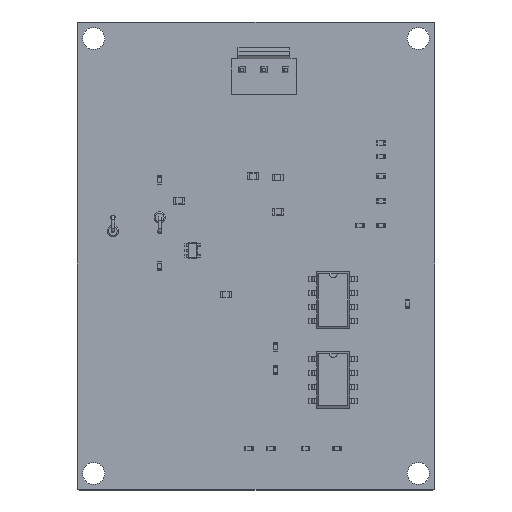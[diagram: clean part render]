
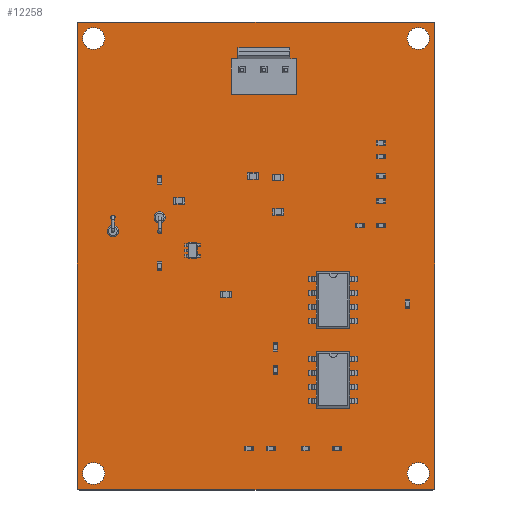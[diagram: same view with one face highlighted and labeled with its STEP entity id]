
A CAD part, top view. The second image highlights one B-rep face of the part: STEP entity #12258.
In plain terms, the highlighted planar face has unit normal (0, 0, 1).
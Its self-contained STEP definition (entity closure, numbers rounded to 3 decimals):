
#11988 = VERTEX_POINT('',#11989);
#11989 = CARTESIAN_POINT('',(164.5,-60.,1.6));
#11995 = EDGE_CURVE('',#11988,#11996,#11998,.T.);
#11996 = VERTEX_POINT('',#11997);
#11997 = CARTESIAN_POINT('',(165.,-60.5,1.6));
#11998 = CIRCLE('',#11999,0.5);
#11999 = AXIS2_PLACEMENT_3D('',#12000,#12001,#12002);
#12000 = CARTESIAN_POINT('',(164.5,-60.5,1.6));
#12001 = DIRECTION('',(0.,0.,-1.));
#12002 = DIRECTION('',(0.,1.,0.));
#12030 = VERTEX_POINT('',#12031);
#12031 = CARTESIAN_POINT('',(100.5,-60.,1.6));
#12037 = EDGE_CURVE('',#12030,#11988,#12038,.T.);
#12038 = LINE('',#12039,#12040);
#12039 = CARTESIAN_POINT('',(100.5,-60.,1.6));
#12040 = VECTOR('',#12041,1.);
#12041 = DIRECTION('',(1.,0.,0.));
#12059 = EDGE_CURVE('',#11996,#12060,#12062,.T.);
#12060 = VERTEX_POINT('',#12061);
#12061 = CARTESIAN_POINT('',(165.,-144.5,1.6));
#12062 = LINE('',#12063,#12064);
#12063 = CARTESIAN_POINT('',(165.,-60.5,1.6));
#12064 = VECTOR('',#12065,1.);
#12065 = DIRECTION('',(0.,-1.,0.));
#12258 = ADVANCED_FACE('',(#12259,#12305,#12316,#12327,#12338,#12349,
    #12360,#12371,#12382,#12393,#12404,#12415),#12426,.T.);
#12259 = FACE_BOUND('',#12260,.T.);
#12260 = EDGE_LOOP('',(#12261,#12262,#12263,#12272,#12280,#12289,#12297,
    #12304));
#12261 = ORIENTED_EDGE('',*,*,#11995,.F.);
#12262 = ORIENTED_EDGE('',*,*,#12037,.F.);
#12263 = ORIENTED_EDGE('',*,*,#12264,.F.);
#12264 = EDGE_CURVE('',#12265,#12030,#12267,.T.);
#12265 = VERTEX_POINT('',#12266);
#12266 = CARTESIAN_POINT('',(100.,-60.5,1.6));
#12267 = CIRCLE('',#12268,0.5);
#12268 = AXIS2_PLACEMENT_3D('',#12269,#12270,#12271);
#12269 = CARTESIAN_POINT('',(100.5,-60.5,1.6));
#12270 = DIRECTION('',(0.,0.,-1.));
#12271 = DIRECTION('',(-1.,0.,0.));
#12272 = ORIENTED_EDGE('',*,*,#12273,.F.);
#12273 = EDGE_CURVE('',#12274,#12265,#12276,.T.);
#12274 = VERTEX_POINT('',#12275);
#12275 = CARTESIAN_POINT('',(100.,-144.5,1.6));
#12276 = LINE('',#12277,#12278);
#12277 = CARTESIAN_POINT('',(100.,-144.5,1.6));
#12278 = VECTOR('',#12279,1.);
#12279 = DIRECTION('',(0.,1.,0.));
#12280 = ORIENTED_EDGE('',*,*,#12281,.F.);
#12281 = EDGE_CURVE('',#12282,#12274,#12284,.T.);
#12282 = VERTEX_POINT('',#12283);
#12283 = CARTESIAN_POINT('',(100.5,-145.,1.6));
#12284 = CIRCLE('',#12285,0.5);
#12285 = AXIS2_PLACEMENT_3D('',#12286,#12287,#12288);
#12286 = CARTESIAN_POINT('',(100.5,-144.5,1.6));
#12287 = DIRECTION('',(0.,0.,-1.));
#12288 = DIRECTION('',(0.,-1.,-0.));
#12289 = ORIENTED_EDGE('',*,*,#12290,.F.);
#12290 = EDGE_CURVE('',#12291,#12282,#12293,.T.);
#12291 = VERTEX_POINT('',#12292);
#12292 = CARTESIAN_POINT('',(164.5,-145.,1.6));
#12293 = LINE('',#12294,#12295);
#12294 = CARTESIAN_POINT('',(164.5,-145.,1.6));
#12295 = VECTOR('',#12296,1.);
#12296 = DIRECTION('',(-1.,0.,0.));
#12297 = ORIENTED_EDGE('',*,*,#12298,.F.);
#12298 = EDGE_CURVE('',#12060,#12291,#12299,.T.);
#12299 = CIRCLE('',#12300,0.5);
#12300 = AXIS2_PLACEMENT_3D('',#12301,#12302,#12303);
#12301 = CARTESIAN_POINT('',(164.5,-144.5,1.6));
#12302 = DIRECTION('',(0.,0.,-1.));
#12303 = DIRECTION('',(1.,0.,0.));
#12304 = ORIENTED_EDGE('',*,*,#12059,.F.);
#12305 = FACE_BOUND('',#12306,.T.);
#12306 = EDGE_LOOP('',(#12307));
#12307 = ORIENTED_EDGE('',*,*,#12308,.F.);
#12308 = EDGE_CURVE('',#12309,#12309,#12311,.T.);
#12309 = VERTEX_POINT('',#12310);
#12310 = CARTESIAN_POINT('',(105.,-142.,1.6));
#12311 = CIRCLE('',#12312,2.);
#12312 = AXIS2_PLACEMENT_3D('',#12313,#12314,#12315);
#12313 = CARTESIAN_POINT('',(103.,-142.,1.6));
#12314 = DIRECTION('',(0.,0.,1.));
#12315 = DIRECTION('',(1.,0.,-0.));
#12316 = FACE_BOUND('',#12317,.T.);
#12317 = EDGE_LOOP('',(#12318));
#12318 = ORIENTED_EDGE('',*,*,#12319,.F.);
#12319 = EDGE_CURVE('',#12320,#12320,#12322,.T.);
#12320 = VERTEX_POINT('',#12321);
#12321 = CARTESIAN_POINT('',(164.,-142.,1.6));
#12322 = CIRCLE('',#12323,2.);
#12323 = AXIS2_PLACEMENT_3D('',#12324,#12325,#12326);
#12324 = CARTESIAN_POINT('',(162.,-142.,1.6));
#12325 = DIRECTION('',(0.,0.,1.));
#12326 = DIRECTION('',(1.,0.,-0.));
#12327 = FACE_BOUND('',#12328,.T.);
#12328 = EDGE_LOOP('',(#12329));
#12329 = ORIENTED_EDGE('',*,*,#12330,.T.);
#12330 = EDGE_CURVE('',#12331,#12331,#12333,.T.);
#12331 = VERTEX_POINT('',#12332);
#12332 = CARTESIAN_POINT('',(106.5,-98.4,1.6));
#12333 = CIRCLE('',#12334,0.4);
#12334 = AXIS2_PLACEMENT_3D('',#12335,#12336,#12337);
#12335 = CARTESIAN_POINT('',(106.5,-98.,1.6));
#12336 = DIRECTION('',(-0.,0.,-1.));
#12337 = DIRECTION('',(-0.,-1.,0.));
#12338 = FACE_BOUND('',#12339,.T.);
#12339 = EDGE_LOOP('',(#12340));
#12340 = ORIENTED_EDGE('',*,*,#12341,.T.);
#12341 = EDGE_CURVE('',#12342,#12342,#12344,.T.);
#12342 = VERTEX_POINT('',#12343);
#12343 = CARTESIAN_POINT('',(106.5,-95.86,1.6));
#12344 = CIRCLE('',#12345,0.4);
#12345 = AXIS2_PLACEMENT_3D('',#12346,#12347,#12348);
#12346 = CARTESIAN_POINT('',(106.5,-95.46,1.6));
#12347 = DIRECTION('',(-0.,0.,-1.));
#12348 = DIRECTION('',(-0.,-1.,0.));
#12349 = FACE_BOUND('',#12350,.T.);
#12350 = EDGE_LOOP('',(#12351));
#12351 = ORIENTED_EDGE('',*,*,#12352,.T.);
#12352 = EDGE_CURVE('',#12353,#12353,#12355,.T.);
#12353 = VERTEX_POINT('',#12354);
#12354 = CARTESIAN_POINT('',(115.,-98.44,1.6));
#12355 = CIRCLE('',#12356,0.4);
#12356 = AXIS2_PLACEMENT_3D('',#12357,#12358,#12359);
#12357 = CARTESIAN_POINT('',(115.,-98.04,1.6));
#12358 = DIRECTION('',(-0.,0.,-1.));
#12359 = DIRECTION('',(-0.,-1.,0.));
#12360 = FACE_BOUND('',#12361,.T.);
#12361 = EDGE_LOOP('',(#12362));
#12362 = ORIENTED_EDGE('',*,*,#12363,.T.);
#12363 = EDGE_CURVE('',#12364,#12364,#12366,.T.);
#12364 = VERTEX_POINT('',#12365);
#12365 = CARTESIAN_POINT('',(115.,-95.9,1.6));
#12366 = CIRCLE('',#12367,0.4);
#12367 = AXIS2_PLACEMENT_3D('',#12368,#12369,#12370);
#12368 = CARTESIAN_POINT('',(115.,-95.5,1.6));
#12369 = DIRECTION('',(-0.,0.,-1.));
#12370 = DIRECTION('',(-0.,-1.,0.));
#12371 = FACE_BOUND('',#12372,.T.);
#12372 = EDGE_LOOP('',(#12373));
#12373 = ORIENTED_EDGE('',*,*,#12374,.F.);
#12374 = EDGE_CURVE('',#12375,#12375,#12377,.T.);
#12375 = VERTEX_POINT('',#12376);
#12376 = CARTESIAN_POINT('',(105.,-63.,1.6));
#12377 = CIRCLE('',#12378,2.);
#12378 = AXIS2_PLACEMENT_3D('',#12379,#12380,#12381);
#12379 = CARTESIAN_POINT('',(103.,-63.,1.6));
#12380 = DIRECTION('',(0.,0.,1.));
#12381 = DIRECTION('',(1.,0.,-0.));
#12382 = FACE_BOUND('',#12383,.T.);
#12383 = EDGE_LOOP('',(#12384));
#12384 = ORIENTED_EDGE('',*,*,#12385,.T.);
#12385 = EDGE_CURVE('',#12386,#12386,#12388,.T.);
#12386 = VERTEX_POINT('',#12387);
#12387 = CARTESIAN_POINT('',(129.978,-69.788,1.6));
#12388 = CIRCLE('',#12389,0.85);
#12389 = AXIS2_PLACEMENT_3D('',#12390,#12391,#12392);
#12390 = CARTESIAN_POINT('',(129.978,-68.938,1.6));
#12391 = DIRECTION('',(-0.,0.,-1.));
#12392 = DIRECTION('',(0.,-1.,0.));
#12393 = FACE_BOUND('',#12394,.T.);
#12394 = EDGE_LOOP('',(#12395));
#12395 = ORIENTED_EDGE('',*,*,#12396,.T.);
#12396 = EDGE_CURVE('',#12397,#12397,#12399,.T.);
#12397 = VERTEX_POINT('',#12398);
#12398 = CARTESIAN_POINT('',(133.938,-69.788,1.6));
#12399 = CIRCLE('',#12400,0.85);
#12400 = AXIS2_PLACEMENT_3D('',#12401,#12402,#12403);
#12401 = CARTESIAN_POINT('',(133.938,-68.938,1.6));
#12402 = DIRECTION('',(-0.,0.,-1.));
#12403 = DIRECTION('',(-0.,-1.,0.));
#12404 = FACE_BOUND('',#12405,.T.);
#12405 = EDGE_LOOP('',(#12406));
#12406 = ORIENTED_EDGE('',*,*,#12407,.T.);
#12407 = EDGE_CURVE('',#12408,#12408,#12410,.T.);
#12408 = VERTEX_POINT('',#12409);
#12409 = CARTESIAN_POINT('',(137.898,-69.788,1.6));
#12410 = CIRCLE('',#12411,0.85);
#12411 = AXIS2_PLACEMENT_3D('',#12412,#12413,#12414);
#12412 = CARTESIAN_POINT('',(137.898,-68.938,1.6));
#12413 = DIRECTION('',(-0.,0.,-1.));
#12414 = DIRECTION('',(-0.,-1.,0.));
#12415 = FACE_BOUND('',#12416,.T.);
#12416 = EDGE_LOOP('',(#12417));
#12417 = ORIENTED_EDGE('',*,*,#12418,.F.);
#12418 = EDGE_CURVE('',#12419,#12419,#12421,.T.);
#12419 = VERTEX_POINT('',#12420);
#12420 = CARTESIAN_POINT('',(164.,-63.,1.6));
#12421 = CIRCLE('',#12422,2.);
#12422 = AXIS2_PLACEMENT_3D('',#12423,#12424,#12425);
#12423 = CARTESIAN_POINT('',(162.,-63.,1.6));
#12424 = DIRECTION('',(0.,0.,1.));
#12425 = DIRECTION('',(1.,0.,-0.));
#12426 = PLANE('',#12427);
#12427 = AXIS2_PLACEMENT_3D('',#12428,#12429,#12430);
#12428 = CARTESIAN_POINT('',(0.,0.,1.6));
#12429 = DIRECTION('',(0.,0.,1.));
#12430 = DIRECTION('',(1.,0.,-0.));
